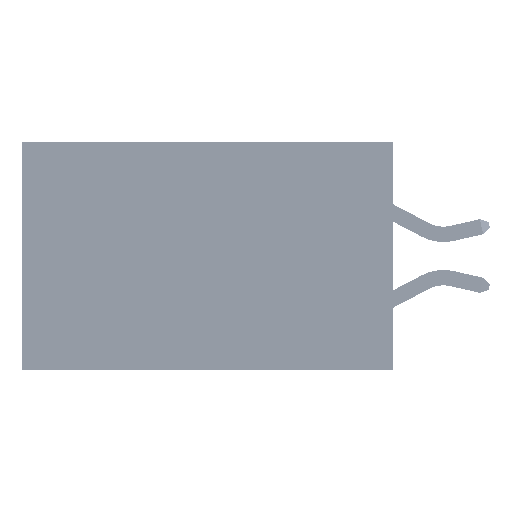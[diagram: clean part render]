
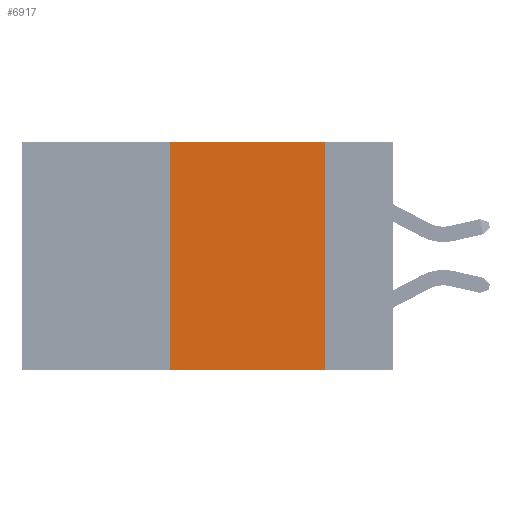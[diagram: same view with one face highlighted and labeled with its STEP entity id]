
A CAD part, left-side view. The second image highlights one B-rep face of the part: STEP entity #6917.
In plain terms, the highlighted planar face has unit normal (-1, 0, 0).
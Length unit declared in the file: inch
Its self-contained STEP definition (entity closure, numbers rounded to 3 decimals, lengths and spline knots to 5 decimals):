
#1453 = DIRECTION ( 'NONE',  ( 0., 0., 1. ) ) ;
#2403 = CARTESIAN_POINT ( 'NONE',  ( 0., 0.6, 0. ) ) ;
#2789 = ORIENTED_EDGE ( 'NONE', *, *, #33035, .T. ) ;
#3600 = DIRECTION ( 'NONE',  ( 0., -1., 0. ) ) ;
#4671 = LINE ( 'NONE', #23557, #24373 ) ;
#5021 = ORIENTED_EDGE ( 'NONE', *, *, #39866, .F. ) ;
#6917 = ADVANCED_FACE ( 'NONE', ( #45841 ), #42625, .F. ) ;
#7749 = LINE ( 'NONE', #34841, #9021 ) ;
#8977 = VECTOR ( 'NONE', #1453, 39.37008 ) ;
#9021 = VECTOR ( 'NONE', #14244, 39.37008 ) ;
#9051 = VERTEX_POINT ( 'NONE', #33149 ) ;
#9702 = CARTESIAN_POINT ( 'NONE',  ( 0., 0.36, -0.37 ) ) ;
#10550 = CARTESIAN_POINT ( 'NONE',  ( 0., 0.36, 0. ) ) ;
#11662 = DIRECTION ( 'NONE',  ( 0., 0., -1. ) ) ;
#12852 = EDGE_CURVE ( 'NONE', #14093, #51581, #43360, .T. ) ;
#14093 = VERTEX_POINT ( 'NONE', #9702 ) ;
#14195 = VERTEX_POINT ( 'NONE', #39558 ) ;
#14244 = DIRECTION ( 'NONE',  ( 0., -1., 0. ) ) ;
#14853 = ORIENTED_EDGE ( 'NONE', *, *, #34975, .F. ) ;
#15639 = EDGE_LOOP ( 'NONE', ( #14853, #5021, #19276, #2789 ) ) ;
#19276 = ORIENTED_EDGE ( 'NONE', *, *, #12852, .F. ) ;
#23557 = CARTESIAN_POINT ( 'NONE',  ( 0., 0.6, -0.37 ) ) ;
#24373 = VECTOR ( 'NONE', #3600, 39.37008 ) ;
#25496 = LINE ( 'NONE', #31753, #41413 ) ;
#31753 = CARTESIAN_POINT ( 'NONE',  ( 0., 0.11, 0. ) ) ;
#33035 = EDGE_CURVE ( 'NONE', #14093, #14195, #4671, .T. ) ;
#33149 = CARTESIAN_POINT ( 'NONE',  ( 0., 0.11, 0. ) ) ;
#34841 = CARTESIAN_POINT ( 'NONE',  ( 0., 0.6, 0. ) ) ;
#34975 = EDGE_CURVE ( 'NONE', #9051, #14195, #25496, .T. ) ;
#38061 = CARTESIAN_POINT ( 'NONE',  ( 0., 0.36, 0. ) ) ;
#39558 = CARTESIAN_POINT ( 'NONE',  ( 0., 0.11, -0.37 ) ) ;
#39866 = EDGE_CURVE ( 'NONE', #51581, #9051, #7749, .T. ) ;
#41413 = VECTOR ( 'NONE', #11662, 39.37008 ) ;
#42625 = PLANE ( 'NONE',  #45833 ) ;
#43360 = LINE ( 'NONE', #38061, #8977 ) ;
#45833 = AXIS2_PLACEMENT_3D ( 'NONE', #2403, #51326, #51157 ) ;
#45841 = FACE_OUTER_BOUND ( 'NONE', #15639, .T. ) ;
#51157 = DIRECTION ( 'NONE',  ( 0., 0., -1. ) ) ;
#51326 = DIRECTION ( 'NONE',  ( 1., 0., 0. ) ) ;
#51581 = VERTEX_POINT ( 'NONE', #10550 ) ;
